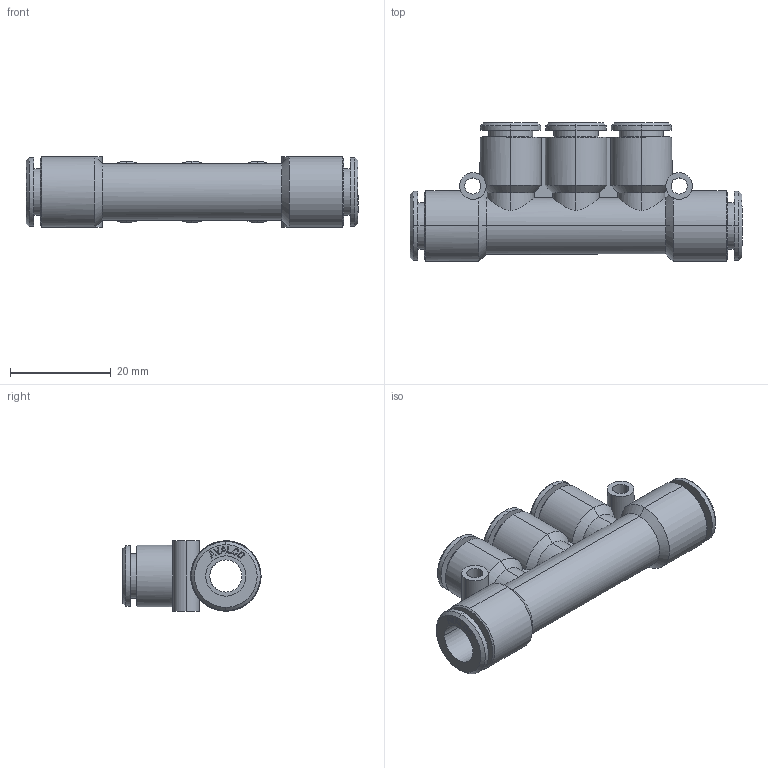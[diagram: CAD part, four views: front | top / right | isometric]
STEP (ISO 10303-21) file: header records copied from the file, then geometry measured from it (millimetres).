
FILE_DESCRIPTION(( 'RT.62.08.08.stp' ), '1');
FILE_NAME( 'RT.62.08.08.stp', '2021-02-22T15:53:31',( 'Sopra'),('sopra-pneumatic.com'), 'SwSTEP 2.0','SolidWorks 2009','' );
FILE_SCHEMA(('CONFIG_CONTROL_DESIGN'));
Length unit declared in the file: millimetre
Products named in the file (1): PR840-08
Bounding box: 66 x 27.46 x 14 mm (x, y, z)
Volume: 8394.9 mm3; surface area: 8314.9 mm2
Topology: 1 solids, 1 shells, 365 faces, 1390 edges, 1057 vertices
Faces by surface type: plane 258, cylinder 75, cone 32
Entity records: 15403 total; most frequent: CARTESIAN_POINT 4298, ORIENTED_EDGE 2780, DIRECTION 1630, EDGE_CURVE 1390, VERTEX_POINT 1057, VECTOR 749, LINE 749, AXIS2_PLACEMENT_3D 533
